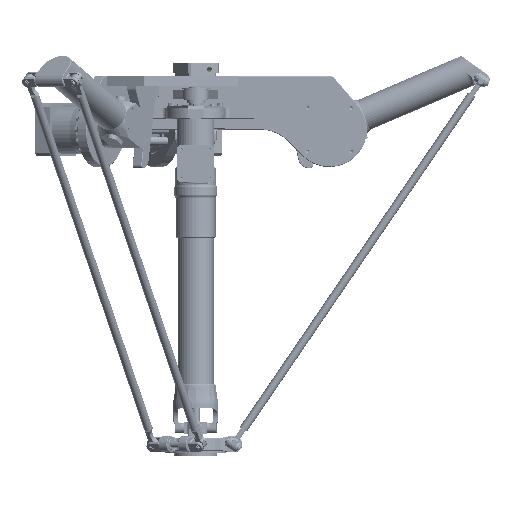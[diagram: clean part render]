
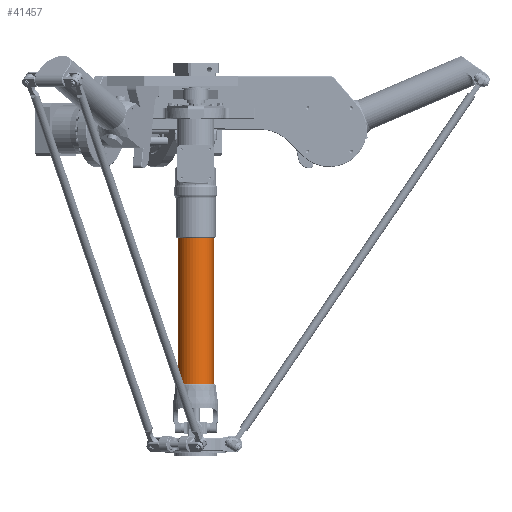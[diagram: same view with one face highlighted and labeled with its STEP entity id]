
A CAD part, front view. The second image highlights one B-rep face of the part: STEP entity #41457.
In plain terms, the highlighted cylindrical face has radius 33.5 mm (diameter 67 mm), a full revolution.
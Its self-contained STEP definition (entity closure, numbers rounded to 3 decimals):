
#1441=CYLINDRICAL_SURFACE('',#45698,33.5);
#2259=FACE_BOUND('',#9703,.T.);
#3781=CIRCLE('',#45604,33.5);
#3814=CIRCLE('',#45686,33.5);
#6458=FACE_OUTER_BOUND('',#9702,.T.);
#9702=EDGE_LOOP('',(#34678));
#9703=EDGE_LOOP('',(#34679));
#19703=VERTEX_POINT('',#76128);
#19774=VERTEX_POINT('',#76481);
#24757=EDGE_CURVE('',#19703,#19703,#3781,.T.);
#24862=EDGE_CURVE('',#19774,#19774,#3814,.T.);
#34678=ORIENTED_EDGE('',*,*,#24757,.F.);
#34679=ORIENTED_EDGE('',*,*,#24862,.T.);
#41457=ADVANCED_FACE('',(#6458,#2259),#1441,.T.);
#45604=AXIS2_PLACEMENT_3D('',#76129,#55798,#55799);
#45686=AXIS2_PLACEMENT_3D('',#76482,#56014,#56015);
#45698=AXIS2_PLACEMENT_3D('',#76498,#56038,#56039);
#55798=DIRECTION('center_axis',(0.,-1.,0.));
#55799=DIRECTION('ref_axis',(1.,0.,0.));
#56014=DIRECTION('center_axis',(0.,-1.,0.));
#56015=DIRECTION('ref_axis',(1.,0.,0.));
#56038=DIRECTION('center_axis',(0.,-1.,0.));
#56039=DIRECTION('ref_axis',(1.,0.,0.));
#76128=CARTESIAN_POINT('',(33.5,0.,0.));
#76129=CARTESIAN_POINT('Origin',(0.,0.,0.));
#76481=CARTESIAN_POINT('',(33.5,272.57,0.));
#76482=CARTESIAN_POINT('Origin',(0.,272.57,0.));
#76498=CARTESIAN_POINT('Origin',(0.,136.285,0.));
